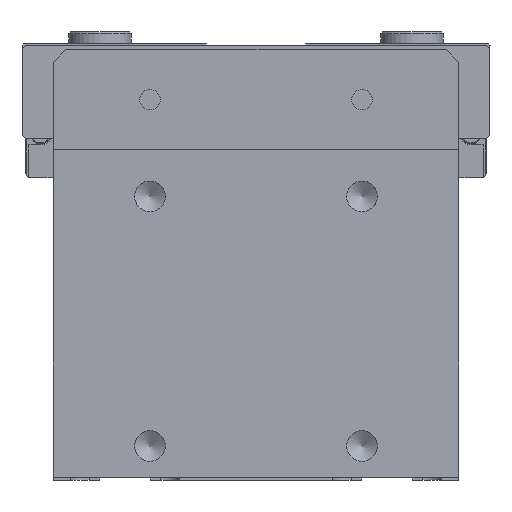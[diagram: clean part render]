
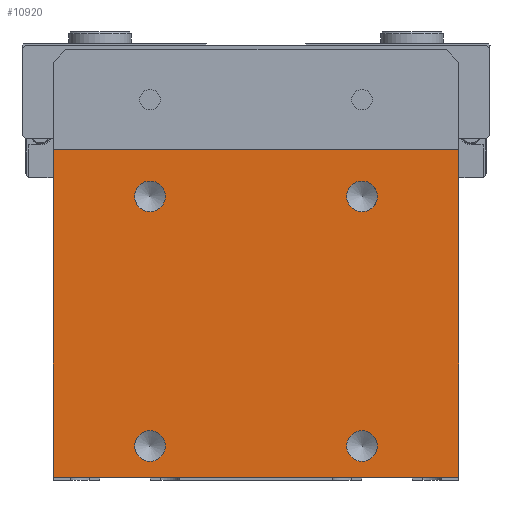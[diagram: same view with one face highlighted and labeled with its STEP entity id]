
A CAD part, left-side view. The second image highlights one B-rep face of the part: STEP entity #10920.
In plain terms, the highlighted face is planar.
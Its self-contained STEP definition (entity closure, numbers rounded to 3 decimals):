
#10591=CARTESIAN_POINT('',(540.,-32.5,0.5));
#10592=VERTEX_POINT('',#10591);
#10599=CARTESIAN_POINT('',(540.,-32.5,53.));
#10600=VERTEX_POINT('',#10599);
#10601=CARTESIAN_POINT('',(540.,-32.5,53.));
#10602=DIRECTION('',(0.0,0.0,-1.0));
#10603=VECTOR('',#10602,52.5);
#10604=LINE('',#10601,#10603);
#10605=EDGE_CURVE('',#10600,#10592,#10604,.T.);
#10718=CARTESIAN_POINT('',(540.,32.5,53.));
#10719=VERTEX_POINT('',#10718);
#10726=CARTESIAN_POINT('',(540.,32.5,0.5));
#10727=VERTEX_POINT('',#10726);
#10728=CARTESIAN_POINT('',(540.,32.5,0.5));
#10729=DIRECTION('',(0.0,0.0,1.0));
#10730=VECTOR('',#10729,52.5);
#10731=LINE('',#10728,#10730);
#10732=EDGE_CURVE('',#10727,#10719,#10731,.T.);
#10803=CARTESIAN_POINT('',(540.,-32.5,0.5));
#10804=DIRECTION('',(0.0,1.0,0.0));
#10805=VECTOR('',#10804,65.);
#10806=LINE('',#10803,#10805);
#10807=EDGE_CURVE('',#10592,#10727,#10806,.T.);
#10860=CARTESIAN_POINT('',(540.,0.,26.75));
#10861=DIRECTION('',(1.0,0.0,0.0));
#10862=DIRECTION('',(0.0,1.0,0.0));
#10863=AXIS2_PLACEMENT_3D('',#10860,#10861,#10862);
#10864=PLANE('',#10863);
#10865=ORIENTED_EDGE('',*,*,#10605,.T.);
#10866=ORIENTED_EDGE('',*,*,#10807,.T.);
#10867=ORIENTED_EDGE('',*,*,#10732,.T.);
#10868=CARTESIAN_POINT('',(540.,32.5,53.));
#10869=DIRECTION('',(0.0,-1.0,0.0));
#10870=VECTOR('',#10869,65.);
#10871=LINE('',#10868,#10870);
#10872=EDGE_CURVE('',#10719,#10600,#10871,.T.);
#10873=ORIENTED_EDGE('',*,*,#10872,.T.);
#10874=EDGE_LOOP('',(#10865,#10866,#10867,#10873));
#10875=FACE_OUTER_BOUND('',#10874,.T.);
#10876=CARTESIAN_POINT('',(540.,19.458,45.5));
#10877=VERTEX_POINT('',#10876);
#10878=CARTESIAN_POINT('',(540.,17.,45.5));
#10879=DIRECTION('',(-1.0,0.0,0.0));
#10880=DIRECTION('',(0.0,1.0,0.0));
#10881=AXIS2_PLACEMENT_3D('',#10878,#10879,#10880);
#10882=CIRCLE('',#10881,2.459);
#10883=EDGE_CURVE('',#10877,#10877,#10882,.T.);
#10884=ORIENTED_EDGE('',*,*,#10883,.T.);
#10885=EDGE_LOOP('',(#10884));
#10886=FACE_BOUND('',#10885,.T.);
#10887=CARTESIAN_POINT('',(540.,-14.542,45.5));
#10888=VERTEX_POINT('',#10887);
#10889=CARTESIAN_POINT('',(540.,-17.,45.5));
#10890=DIRECTION('',(-1.0,0.0,0.0));
#10891=DIRECTION('',(0.0,1.0,0.0));
#10892=AXIS2_PLACEMENT_3D('',#10889,#10890,#10891);
#10893=CIRCLE('',#10892,2.459);
#10894=EDGE_CURVE('',#10888,#10888,#10893,.T.);
#10895=ORIENTED_EDGE('',*,*,#10894,.T.);
#10896=EDGE_LOOP('',(#10895));
#10897=FACE_BOUND('',#10896,.T.);
#10898=CARTESIAN_POINT('',(540.,19.458,5.5));
#10899=VERTEX_POINT('',#10898);
#10900=CARTESIAN_POINT('',(540.,17.,5.5));
#10901=DIRECTION('',(-1.0,0.0,0.0));
#10902=DIRECTION('',(0.0,1.0,0.0));
#10903=AXIS2_PLACEMENT_3D('',#10900,#10901,#10902);
#10904=CIRCLE('',#10903,2.459);
#10905=EDGE_CURVE('',#10899,#10899,#10904,.T.);
#10906=ORIENTED_EDGE('',*,*,#10905,.T.);
#10907=EDGE_LOOP('',(#10906));
#10908=FACE_BOUND('',#10907,.T.);
#10909=CARTESIAN_POINT('',(540.,-14.542,5.5));
#10910=VERTEX_POINT('',#10909);
#10911=CARTESIAN_POINT('',(540.,-17.0,5.5));
#10912=DIRECTION('',(-1.0,0.0,0.0));
#10913=DIRECTION('',(0.0,1.0,0.0));
#10914=AXIS2_PLACEMENT_3D('',#10911,#10912,#10913);
#10915=CIRCLE('',#10914,2.459);
#10916=EDGE_CURVE('',#10910,#10910,#10915,.T.);
#10917=ORIENTED_EDGE('',*,*,#10916,.T.);
#10918=EDGE_LOOP('',(#10917));
#10919=FACE_BOUND('',#10918,.T.);
#10920=ADVANCED_FACE('',(#10875,#10886,#10897,#10908,#10919),#10864,.T.);
